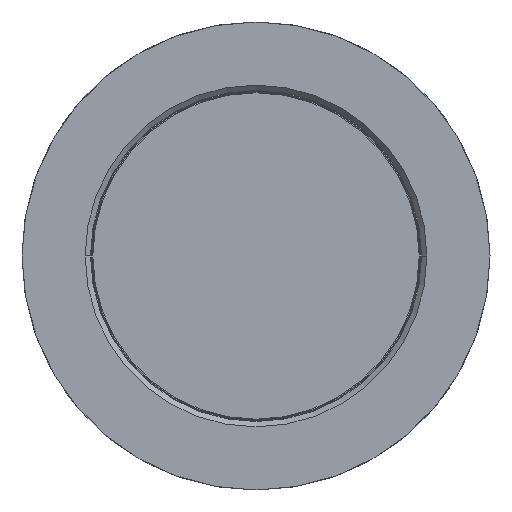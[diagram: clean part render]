
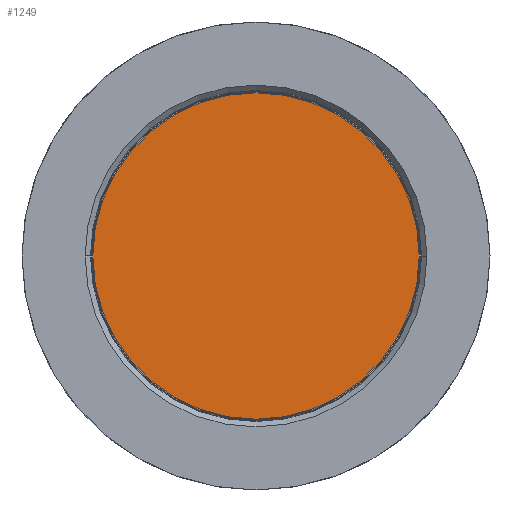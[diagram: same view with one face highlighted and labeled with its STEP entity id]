
A CAD part, front view. The second image highlights one B-rep face of the part: STEP entity #1249.
In plain terms, the highlighted planar face has unit normal (0, -1, 0).
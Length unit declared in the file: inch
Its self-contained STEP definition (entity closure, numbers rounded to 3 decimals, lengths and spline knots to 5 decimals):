
#81 = DIRECTION ( 'NONE',  ( 1., 0., 0. ) ) ;
#120 = DIRECTION ( 'NONE',  ( 0., -1., 0. ) ) ;
#133 = DIRECTION ( 'NONE',  ( 1., 0., 0. ) ) ;
#230 = EDGE_CURVE ( 'NONE', #1752, #271, #1647, .T. ) ;
#271 = VERTEX_POINT ( 'NONE', #1638 ) ;
#508 = EDGE_CURVE ( 'NONE', #271, #1752, #1285, .T. ) ;
#766 = ORIENTED_EDGE ( 'NONE', *, *, #230, .T. ) ;
#847 = AXIS2_PLACEMENT_3D ( 'NONE', #1275, #1629, #81 ) ;
#1004 = CARTESIAN_POINT ( 'NONE',  ( 0., -1.475, 0. ) ) ;
#1249 = ADVANCED_FACE ( 'NONE', ( #1738 ), #2226, .T. ) ;
#1258 = DIRECTION ( 'NONE',  ( 0., -1., 0. ) ) ;
#1275 = CARTESIAN_POINT ( 'NONE',  ( 0., -1.475, 0. ) ) ;
#1285 = CIRCLE ( 'NONE', #1361, 0.42618 ) ;
#1361 = AXIS2_PLACEMENT_3D ( 'NONE', #2084, #120, #133 ) ;
#1550 = ORIENTED_EDGE ( 'NONE', *, *, #508, .T. ) ;
#1629 = DIRECTION ( 'NONE',  ( 0., -1., 0. ) ) ;
#1638 = CARTESIAN_POINT ( 'NONE',  ( -0.42618, -1.475, 0. ) ) ;
#1647 = CIRCLE ( 'NONE', #847, 0.42618 ) ;
#1738 = FACE_OUTER_BOUND ( 'NONE', #1919, .T. ) ;
#1752 = VERTEX_POINT ( 'NONE', #1908 ) ;
#1799 = AXIS2_PLACEMENT_3D ( 'NONE', #1004, #1258, #1904 ) ;
#1904 = DIRECTION ( 'NONE',  ( 1., 0., 0. ) ) ;
#1908 = CARTESIAN_POINT ( 'NONE',  ( 0.42618, -1.475, 0. ) ) ;
#1919 = EDGE_LOOP ( 'NONE', ( #766, #1550 ) ) ;
#2084 = CARTESIAN_POINT ( 'NONE',  ( 0., -1.475, 0. ) ) ;
#2226 = PLANE ( 'NONE',  #1799 ) ;
